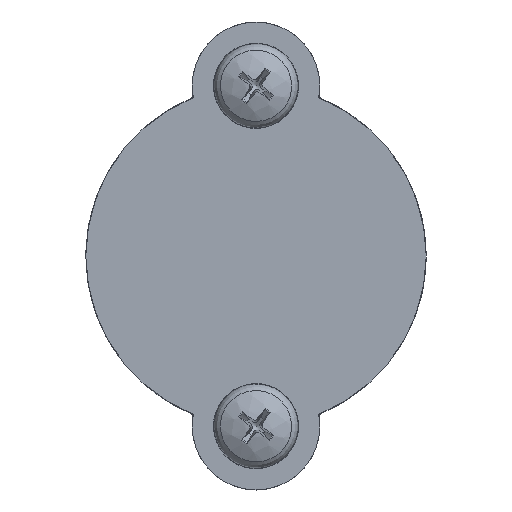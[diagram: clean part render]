
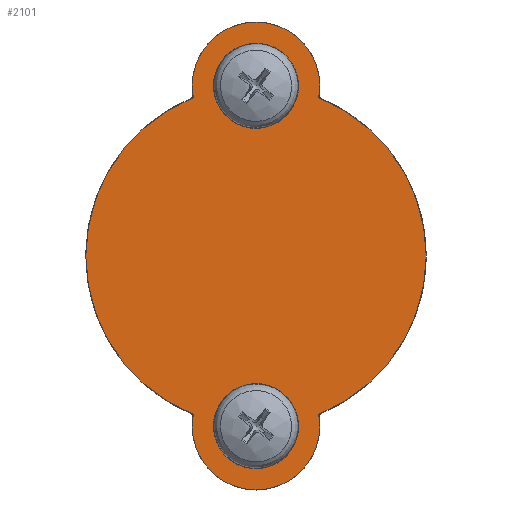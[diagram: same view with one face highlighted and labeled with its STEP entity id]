
A CAD part, front view. The second image highlights one B-rep face of the part: STEP entity #2101.
In plain terms, the highlighted planar face has unit normal (0, -1, 0).
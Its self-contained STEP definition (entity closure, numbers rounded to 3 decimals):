
#93=FACE_BOUND('',#611,.T.);
#94=FACE_BOUND('',#612,.T.);
#108=PLANE('',#2315);
#488=FACE_OUTER_BOUND('',#610,.T.);
#610=EDGE_LOOP('',(#1539,#1540,#1541,#1542));
#611=EDGE_LOOP('',(#1543));
#612=EDGE_LOOP('',(#1544));
#721=CIRCLE('',#2274,8.);
#729=CIRCLE('',#2286,8.);
#741=CIRCLE('',#2307,1.4);
#742=CIRCLE('',#2309,1.4);
#743=CIRCLE('',#2311,3.);
#744=CIRCLE('',#2313,3.);
#901=VERTEX_POINT('',#3379);
#902=VERTEX_POINT('',#3381);
#915=VERTEX_POINT('',#3414);
#916=VERTEX_POINT('',#3416);
#926=VERTEX_POINT('',#3455);
#927=VERTEX_POINT('',#3459);
#1121=EDGE_CURVE('',#901,#902,#721,.T.);
#1138=EDGE_CURVE('',#915,#916,#729,.T.);
#1158=EDGE_CURVE('',#926,#926,#741,.T.);
#1160=EDGE_CURVE('',#927,#927,#742,.T.);
#1162=EDGE_CURVE('',#916,#901,#743,.T.);
#1163=EDGE_CURVE('',#902,#915,#744,.T.);
#1539=ORIENTED_EDGE('',*,*,#1121,.F.);
#1540=ORIENTED_EDGE('',*,*,#1162,.F.);
#1541=ORIENTED_EDGE('',*,*,#1138,.F.);
#1542=ORIENTED_EDGE('',*,*,#1163,.F.);
#1543=ORIENTED_EDGE('',*,*,#1160,.F.);
#1544=ORIENTED_EDGE('',*,*,#1158,.F.);
#2101=ADVANCED_FACE('',(#488,#93,#94),#108,.F.);
#2274=AXIS2_PLACEMENT_3D('',#3382,#2617,#2618);
#2286=AXIS2_PLACEMENT_3D('',#3417,#2650,#2651);
#2307=AXIS2_PLACEMENT_3D('',#3456,#2700,#2701);
#2309=AXIS2_PLACEMENT_3D('',#3460,#2705,#2706);
#2311=AXIS2_PLACEMENT_3D('',#3463,#2710,#2711);
#2313=AXIS2_PLACEMENT_3D('',#3465,#2714,#2715);
#2315=AXIS2_PLACEMENT_3D('',#3467,#2718,#2719);
#2617=DIRECTION('center_axis',(0.,1.,0.));
#2618=DIRECTION('ref_axis',(-1.,0.,0.));
#2650=DIRECTION('center_axis',(0.,1.,0.));
#2651=DIRECTION('ref_axis',(-1.,0.,0.));
#2700=DIRECTION('center_axis',(0.,-1.,0.));
#2701=DIRECTION('ref_axis',(1.,0.,0.));
#2705=DIRECTION('center_axis',(0.,-1.,0.));
#2706=DIRECTION('ref_axis',(1.,0.,0.));
#2710=DIRECTION('center_axis',(0.,1.,0.));
#2711=DIRECTION('ref_axis',(-1.,0.,0.));
#2714=DIRECTION('center_axis',(0.,1.,0.));
#2715=DIRECTION('ref_axis',(-1.,0.,0.));
#2718=DIRECTION('center_axis',(0.,1.,0.));
#2719=DIRECTION('ref_axis',(0.,0.,1.));
#3379=CARTESIAN_POINT('',(-2.947,0.,-7.438));
#3381=CARTESIAN_POINT('',(-2.947,0.,7.438));
#3382=CARTESIAN_POINT('Origin',(0.,0.,0.));
#3414=CARTESIAN_POINT('',(2.947,0.,7.438));
#3416=CARTESIAN_POINT('',(2.947,0.,-7.438));
#3417=CARTESIAN_POINT('Origin',(0.,0.,0.));
#3455=CARTESIAN_POINT('',(-1.4,0.,-8.));
#3456=CARTESIAN_POINT('Origin',(0.,0.,-8.));
#3459=CARTESIAN_POINT('',(-1.4,0.,8.));
#3460=CARTESIAN_POINT('Origin',(0.,0.,8.));
#3463=CARTESIAN_POINT('Origin',(0.,0.,-8.));
#3465=CARTESIAN_POINT('Origin',(0.,0.,8.));
#3467=CARTESIAN_POINT('Origin',(0.,0.,0.));
